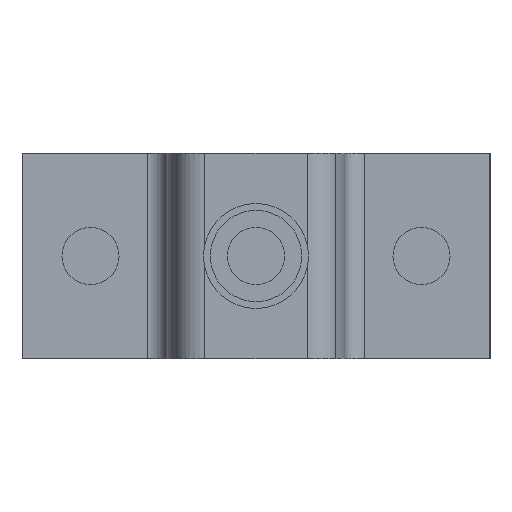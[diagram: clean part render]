
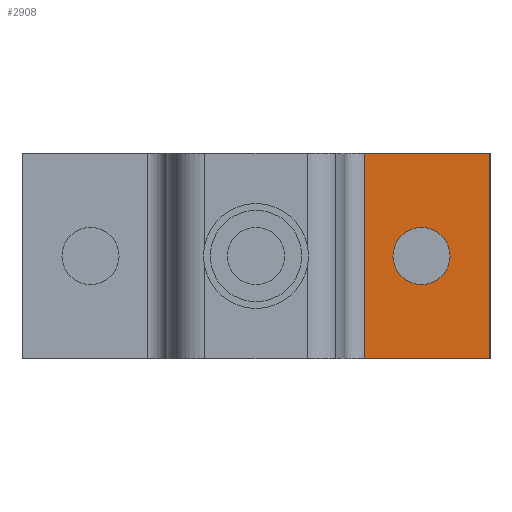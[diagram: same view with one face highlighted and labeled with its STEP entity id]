
A CAD part, front view. The second image highlights one B-rep face of the part: STEP entity #2908.
In plain terms, the highlighted planar face has unit normal (0, -1, 0).
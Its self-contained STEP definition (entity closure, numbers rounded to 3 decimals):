
#34 = CARTESIAN_POINT ( 'NONE',  ( 9.539, -1.25, 9. ) ) ;
#41 = ORIENTED_EDGE ( 'NONE', *, *, #250, .F. ) ;
#65 = CARTESIAN_POINT ( 'NONE',  ( 20.5, -1.25, 9. ) ) ;
#178 = CARTESIAN_POINT ( 'NONE',  ( 9.539, -1.25, 9. ) ) ;
#230 = DIRECTION ( 'NONE',  ( 0., 0., -1. ) ) ;
#250 = EDGE_CURVE ( 'NONE', #424, #2450, #1857, .T. ) ;
#424 = VERTEX_POINT ( 'NONE', #2781 ) ;
#514 = EDGE_CURVE ( 'NONE', #2318, #2731, #1245, .T. ) ;
#569 = EDGE_CURVE ( 'NONE', #2450, #2731, #2471, .T. ) ;
#683 = DIRECTION ( 'NONE',  ( 1., 0., 0. ) ) ;
#770 = ORIENTED_EDGE ( 'NONE', *, *, #569, .F. ) ;
#1163 = VECTOR ( 'NONE', #683, 1000. ) ;
#1171 = VECTOR ( 'NONE', #2321, 1000. ) ;
#1245 = LINE ( 'NONE', #2232, #1163 ) ;
#1309 = FACE_OUTER_BOUND ( 'NONE', #2687, .T. ) ;
#1313 = LINE ( 'NONE', #178, #2787 ) ;
#1332 = ORIENTED_EDGE ( 'NONE', *, *, #1455, .T. ) ;
#1427 = AXIS2_PLACEMENT_3D ( 'NONE', #34, #1607, #1878 ) ;
#1455 = EDGE_CURVE ( 'NONE', #424, #2318, #1313, .T. ) ;
#1607 = DIRECTION ( 'NONE',  ( 0., 1., 0. ) ) ;
#1766 = CARTESIAN_POINT ( 'NONE',  ( 20.5, -1.25, 9. ) ) ;
#1857 = LINE ( 'NONE', #2856, #1171 ) ;
#1878 = DIRECTION ( 'NONE',  ( 0., 0., 1. ) ) ;
#2036 = PLANE ( 'NONE',  #1427 ) ;
#2232 = CARTESIAN_POINT ( 'NONE',  ( 9.539, -1.25, -9. ) ) ;
#2318 = VERTEX_POINT ( 'NONE', #2425 ) ;
#2321 = DIRECTION ( 'NONE',  ( 1., 0., 0. ) ) ;
#2380 = VECTOR ( 'NONE', #2818, 1000. ) ;
#2425 = CARTESIAN_POINT ( 'NONE',  ( 9.539, -1.25, -9. ) ) ;
#2450 = VERTEX_POINT ( 'NONE', #65 ) ;
#2471 = LINE ( 'NONE', #1766, #2380 ) ;
#2687 = EDGE_LOOP ( 'NONE', ( #3322, #770, #41, #1332 ) ) ;
#2731 = VERTEX_POINT ( 'NONE', #2933 ) ;
#2781 = CARTESIAN_POINT ( 'NONE',  ( 9.539, -1.25, 9. ) ) ;
#2787 = VECTOR ( 'NONE', #230, 1000. ) ;
#2818 = DIRECTION ( 'NONE',  ( 0., 0., -1. ) ) ;
#2856 = CARTESIAN_POINT ( 'NONE',  ( 9.539, -1.25, 9. ) ) ;
#2908 = ADVANCED_FACE ( 'NONE', ( #1309 ), #2036, .F. ) ;
#2933 = CARTESIAN_POINT ( 'NONE',  ( 20.5, -1.25, -9. ) ) ;
#3322 = ORIENTED_EDGE ( 'NONE', *, *, #514, .T. ) ;
